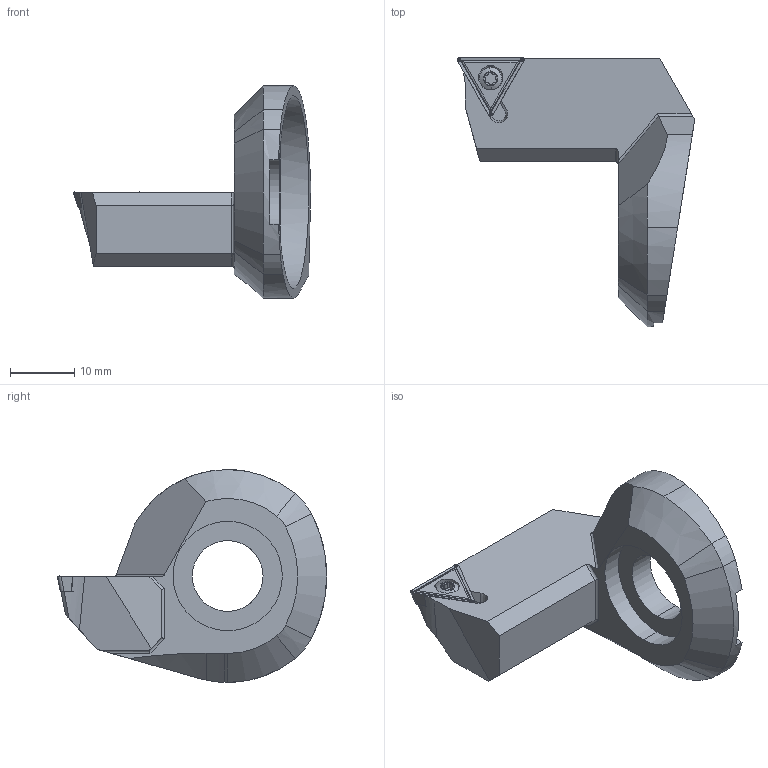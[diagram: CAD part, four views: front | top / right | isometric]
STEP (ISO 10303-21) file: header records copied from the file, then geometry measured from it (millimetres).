
FILE_DESCRIPTION (( 'STEP AP214' ), '1' );
FILE_NAME ('257.263.T11.STEP', '2024-08-23T10:20:17', ( '' ), ( '' ), 'SwSTEP 2.0', 'SolidWorks 2022', '' );
FILE_SCHEMA (( 'AUTOMOTIVE_DESIGN' ));
Length unit declared in the file: millimetre
Products named in the file (4): AV6-WTM.001.032_A_fertigbearbeitet; TPMT110204; 257.263.T11; WTM-ER2.001.005_A
Assembly tree (3 placements, depth 2):
  257.263.T11
    AV6-WTM.001.032_A_fertigbearbeitet
    TPMT110204
    WTM-ER2.001.005_A
Bounding box: 36.97 x 41.9 x 33.1 mm (x, y, z)
Volume: 8717 mm3; surface area: 4434.7 mm2
Topology: 3 solids, 3 shells, 171 faces, 428 edges, 264 vertices
Faces by surface type: cylinder 59, plane 57, cone 35, torus 17, sphere 2, bspline 1
Entity records: 5462 total; most frequent: CARTESIAN_POINT 1384, ORIENTED_EDGE 856, DIRECTION 778, EDGE_CURVE 428, AXIS2_PLACEMENT_3D 290, VERTEX_POINT 264, LINE 198, VECTOR 198
